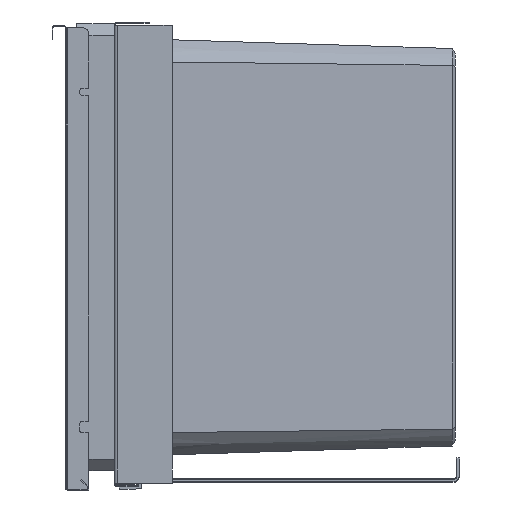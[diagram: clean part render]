
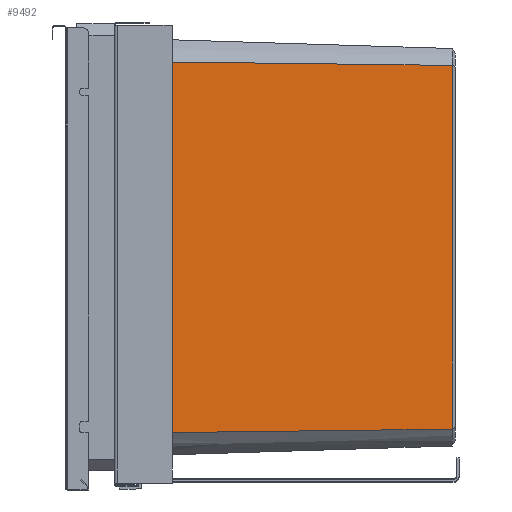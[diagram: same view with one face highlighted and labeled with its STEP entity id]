
A CAD part, left-side view. The second image highlights one B-rep face of the part: STEP entity #9492.
In plain terms, the highlighted face is planar.
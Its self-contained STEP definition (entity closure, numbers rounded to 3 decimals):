
#8460=DIRECTION('',(-1.,0.,0.));
#8461=VECTOR('',#8460,319.516);
#8462=CARTESIAN_POINT('',(159.758,290.8,-80.266));
#8463=LINE('50660',#8462,#8461);
#8464=DIRECTION('',(1.,0.,0.));
#8465=VECTOR('',#8464,312.435);
#8466=CARTESIAN_POINT('',(-156.218,0.471,
-71.216));
#8467=LINE('7267',#8466,#8465);
#8468=CARTESIAN_POINT('',(159.758,290.8,-80.266));
#8469=CARTESIAN_POINT('',(159.342,256.929,-79.21));
#8470=CARTESIAN_POINT('',(158.525,190.262,-77.132));
#8471=CARTESIAN_POINT('',(157.343,93.391,-74.112));
#8472=CARTESIAN_POINT('',(156.587,31.077,-72.17));
#8473=CARTESIAN_POINT('',(156.218,0.471,
-71.216));
#8475=CARTESIAN_POINT('',(-159.758,290.8,-80.266));
#8492=CARTESIAN_POINT('',(-159.758,290.8,-80.266));
#8493=CARTESIAN_POINT('',(-159.342,256.929,
-79.21));
#8494=CARTESIAN_POINT('',(-158.525,190.262,
-77.132));
#8495=CARTESIAN_POINT('',(-157.343,93.391,
-74.112));
#8496=CARTESIAN_POINT('',(-156.587,31.077,
-72.17));
#8497=CARTESIAN_POINT('',(-156.218,0.471,
-71.216));
#8618=CARTESIAN_POINT('',(156.218,0.472,
-71.216));
#8620=VERTEX_POINT('',#8618);
#8622=CARTESIAN_POINT('',(-156.218,0.471,
-71.216));
#8623=VERTEX_POINT('',#8622);
#8682=VERTEX_POINT('',#8475);
#8684=CARTESIAN_POINT('',(159.758,290.8,-80.266));
#8685=VERTEX_POINT('',#8684);
#9479=CARTESIAN_POINT('',(0.,160.331,-76.199));
#9480=DIRECTION('',(0.,-0.031,-1.));
#9481=DIRECTION('',(-1.,0.,0.));
#9482=AXIS2_PLACEMENT_3D('',#9479,#9480,#9481);
#9483=PLANE('7144',#9482);
#9484=ORIENTED_EDGE('50660',*,*,#9331,.T.);
#9486=ORIENTED_EDGE('50689',*,*,#9485,.T.);
#9488=ORIENTED_EDGE('7267',*,*,#9487,.T.);
#9489=ORIENTED_EDGE('50688',*,*,#9471,.F.);
#9490=EDGE_LOOP('7144',(#9484,#9486,#9488,#9489));
#9491=FACE_OUTER_BOUND('7144',#9490,.F.);
#9492=ADVANCED_FACE('7144',(#9491),#9483,.T.);
#8474=B_SPLINE_CURVE_WITH_KNOTS('50688',3,(#8468,#8469,#8470,#8471,#8472,#8473),
.UNSPECIFIED.,.F.,.F.,(4,1,1,4),(0.,0.333,0.667,1.),
.UNSPECIFIED.);
#8498=B_SPLINE_CURVE_WITH_KNOTS('50689',3,(#8492,#8493,#8494,#8495,#8496,#8497),
.UNSPECIFIED.,.F.,.F.,(4,1,1,4),(0.,0.333,0.667,1.),
.UNSPECIFIED.);
#9331=EDGE_CURVE('50660',#8685,#8682,#8463,.T.);
#9471=EDGE_CURVE('50688',#8685,#8620,#8474,.T.);
#9485=EDGE_CURVE('50689',#8682,#8623,#8498,.T.);
#9487=EDGE_CURVE('7267',#8623,#8620,#8467,.T.);
